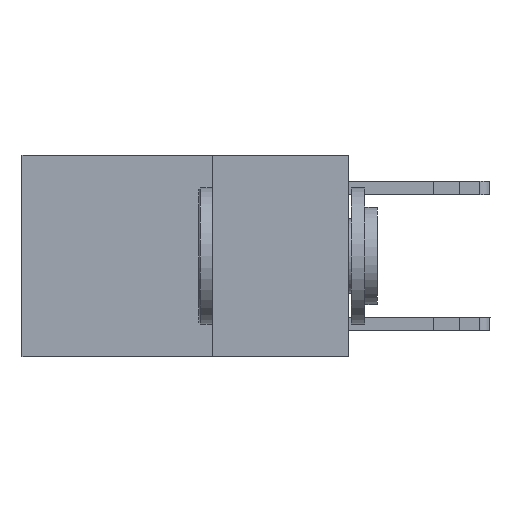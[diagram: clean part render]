
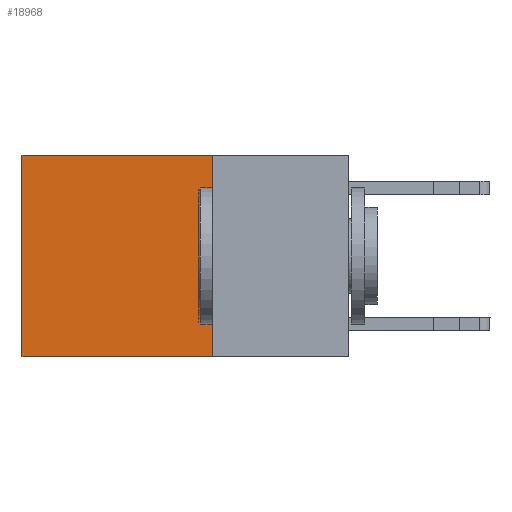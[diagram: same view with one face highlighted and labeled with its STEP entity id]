
A CAD part, left-side view. The second image highlights one B-rep face of the part: STEP entity #18968.
In plain terms, the highlighted planar face has unit normal (-1, 0, 0).
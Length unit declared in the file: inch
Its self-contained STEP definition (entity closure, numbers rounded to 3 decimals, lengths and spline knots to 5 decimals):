
#386 = VERTEX_POINT ( 'NONE', #5370 ) ;
#501 = LINE ( 'NONE', #1775, #611 ) ;
#611 = VECTOR ( 'NONE', #2000, 39.37008 ) ;
#1035 = EDGE_LOOP ( 'NONE', ( #9033, #3156, #6267, #3510 ) ) ;
#1235 = CARTESIAN_POINT ( 'NONE',  ( 0.2625, 0.6, 0. ) ) ;
#1775 = CARTESIAN_POINT ( 'NONE',  ( 0.2625, 0.25, -0.37 ) ) ;
#2000 = DIRECTION ( 'NONE',  ( 0., 1., 0. ) ) ;
#2389 = EDGE_CURVE ( 'NONE', #2524, #386, #12595, .T. ) ;
#2524 = VERTEX_POINT ( 'NONE', #11404 ) ;
#3156 = ORIENTED_EDGE ( 'NONE', *, *, #20342, .F. ) ;
#3510 = ORIENTED_EDGE ( 'NONE', *, *, #2389, .T. ) ;
#5370 = CARTESIAN_POINT ( 'NONE',  ( 0.2625, 0.6, 0. ) ) ;
#6266 = VERTEX_POINT ( 'NONE', #6737 ) ;
#6267 = ORIENTED_EDGE ( 'NONE', *, *, #8109, .F. ) ;
#6737 = CARTESIAN_POINT ( 'NONE',  ( 0.2625, 0.25, -0.37 ) ) ;
#7339 = CARTESIAN_POINT ( 'NONE',  ( 0.2625, 0.6, -0.37 ) ) ;
#8109 = EDGE_CURVE ( 'NONE', #2524, #6266, #14777, .T. ) ;
#9033 = ORIENTED_EDGE ( 'NONE', *, *, #18320, .T. ) ;
#10361 = VERTEX_POINT ( 'NONE', #7339 ) ;
#11404 = CARTESIAN_POINT ( 'NONE',  ( 0.2625, 0.25, 0. ) ) ;
#12283 = FACE_OUTER_BOUND ( 'NONE', #1035, .T. ) ;
#12577 = VECTOR ( 'NONE', #15374, 39.37008 ) ;
#12595 = LINE ( 'NONE', #15546, #12577 ) ;
#14777 = LINE ( 'NONE', #16404, #14995 ) ;
#14995 = VECTOR ( 'NONE', #16825, 39.37008 ) ;
#15263 = DIRECTION ( 'NONE',  ( 0., 0., -1. ) ) ;
#15374 = DIRECTION ( 'NONE',  ( 0., 1., 0. ) ) ;
#15546 = CARTESIAN_POINT ( 'NONE',  ( 0.2625, 0.25, 0. ) ) ;
#16404 = CARTESIAN_POINT ( 'NONE',  ( 0.2625, 0.25, 0. ) ) ;
#16825 = DIRECTION ( 'NONE',  ( 0., 0., -1. ) ) ;
#17190 = VECTOR ( 'NONE', #15263, 39.37008 ) ;
#17294 = LINE ( 'NONE', #1235, #17190 ) ;
#18320 = EDGE_CURVE ( 'NONE', #386, #10361, #17294, .T. ) ;
#18348 = AXIS2_PLACEMENT_3D ( 'NONE', #20720, #20754, #20635 ) ;
#18968 = ADVANCED_FACE ( 'NONE', ( #12283 ), #20656, .F. ) ;
#20342 = EDGE_CURVE ( 'NONE', #6266, #10361, #501, .T. ) ;
#20635 = DIRECTION ( 'NONE',  ( 0., 0., -1. ) ) ;
#20656 = PLANE ( 'NONE',  #18348 ) ;
#20720 = CARTESIAN_POINT ( 'NONE',  ( 0.2625, 0.25, 0. ) ) ;
#20754 = DIRECTION ( 'NONE',  ( 1., 0., 0. ) ) ;
